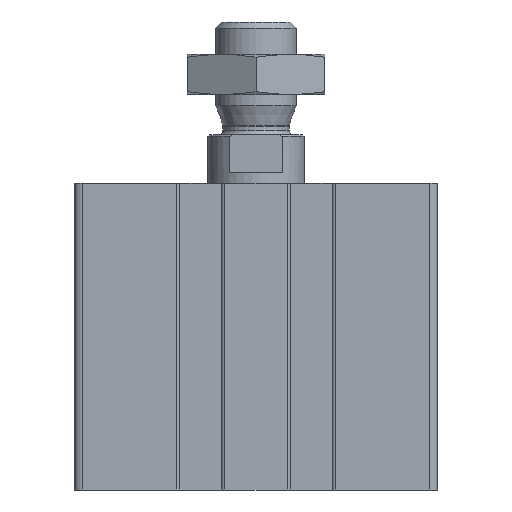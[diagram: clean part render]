
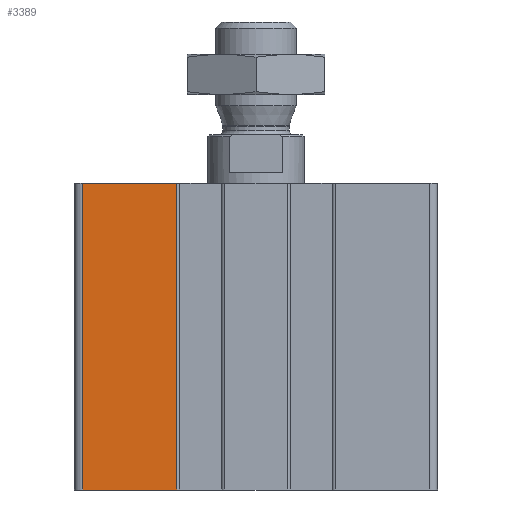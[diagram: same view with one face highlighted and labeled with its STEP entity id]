
A CAD part, front view. The second image highlights one B-rep face of the part: STEP entity #3389.
In plain terms, the highlighted planar face has unit normal (0, -1, 0).
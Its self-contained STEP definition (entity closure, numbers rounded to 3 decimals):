
#375=ORIENTED_EDGE('',*,*,#1366,.F.);
#376=ORIENTED_EDGE('',*,*,#1365,.F.);
#377=ORIENTED_EDGE('',*,*,#1367,.T.);
#378=ORIENTED_EDGE('',*,*,#1368,.T.);
#1365=EDGE_CURVE('',#1860,#1859,#2209,.T.);
#1366=EDGE_CURVE('',#1859,#1861,#2210,.T.);
#1367=EDGE_CURVE('',#1860,#1862,#2211,.T.);
#1368=EDGE_CURVE('',#1862,#1861,#2212,.T.);
#1859=VERTEX_POINT('',#5156);
#1860=VERTEX_POINT('',#5158);
#1861=VERTEX_POINT('',#5162);
#1862=VERTEX_POINT('',#5164);
#2209=LINE('',#5159,#2485);
#2210=LINE('',#5161,#2486);
#2211=LINE('',#5163,#2487);
#2212=LINE('',#5165,#2488);
#2485=VECTOR('',#4056,1000.);
#2486=VECTOR('',#4059,1000.);
#2487=VECTOR('',#4060,1000.);
#2488=VECTOR('',#4061,1000.);
#2759=EDGE_LOOP('',(#375,#376,#377,#378));
#3027=FACE_BOUND('',#2759,.T.);
#3294=PLANE('',#3634);
#3389=ADVANCED_FACE('',(#3027),#3294,.T.);
#3634=AXIS2_PLACEMENT_3D('',#5160,#4057,#4058);
#4056=DIRECTION('',(0.,0.,1.));
#4057=DIRECTION('',(0.,-1.,0.));
#4058=DIRECTION('',(0.,0.,-1.));
#4059=DIRECTION('',(1.,0.,0.));
#4060=DIRECTION('',(1.,0.,0.));
#4061=DIRECTION('',(0.,0.,1.));
#5156=CARTESIAN_POINT('',(-21.5,-22.5,0.));
#5158=CARTESIAN_POINT('',(-21.5,-22.5,-38.));
#5159=CARTESIAN_POINT('',(-21.5,-22.5,-38.));
#5160=CARTESIAN_POINT('',(-21.5,-22.5,-38.));
#5161=CARTESIAN_POINT('',(-21.5,-22.5,0.));
#5162=CARTESIAN_POINT('',(-9.85,-22.5,0.));
#5163=CARTESIAN_POINT('',(-21.5,-22.5,-38.));
#5164=CARTESIAN_POINT('',(-9.85,-22.5,-38.));
#5165=CARTESIAN_POINT('',(-9.85,-22.5,-38.));
